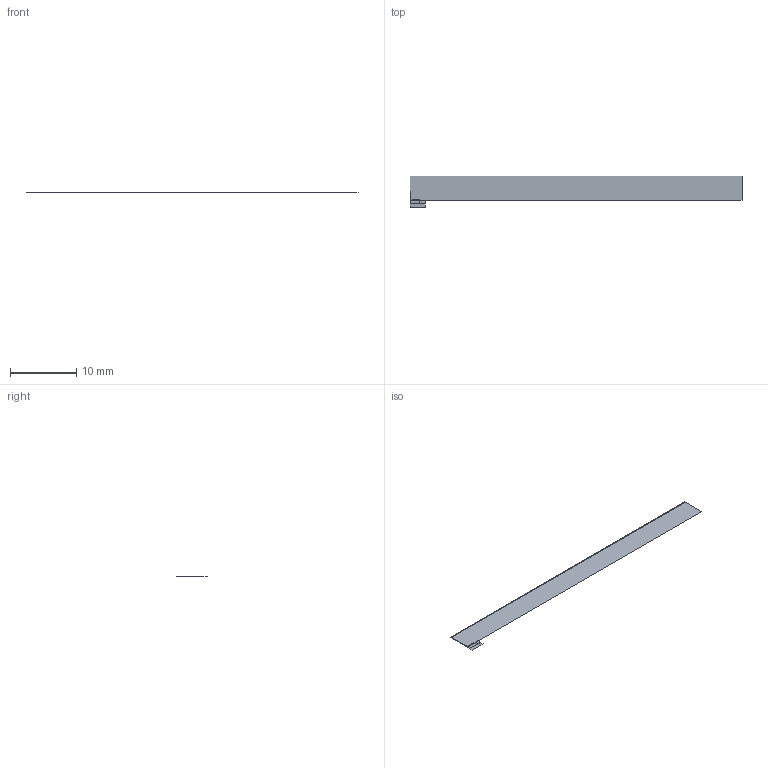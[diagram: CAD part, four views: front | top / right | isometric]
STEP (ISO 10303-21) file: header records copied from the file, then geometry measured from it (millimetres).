
FILE_DESCRIPTION(('FreeCAD Model'),'2;1');
FILE_NAME('S1DINENISO10211_1.step', '2015-12-14T23:06:53',('Author'),(''), 'Open CASCADE STEP processor 6.8','FreeCAD','Unknown');
FILE_SCHEMA(('AUTOMOTIVE_DESIGN_CC2 { 1 2 10303 214 -1 1 5 4 }'));
Length unit declared in the file: millimetre
Products named in the file (2): ASSEMBLY; cp0Pi0
Assembly tree (1 placements, depth 2):
  ASSEMBLY
    cp0Pi0
Bounding box: 50 x 4.75 x 0 mm (x, y, z)
Surface area: 185 mm2 (no closed solid volume)
Topology: 0 solids, 5 shells, 5 faces, 26 edges, 26 vertices
Faces by surface type: plane 5
Entity records: 511 total; most frequent: CARTESIAN_POINT 85, DIRECTION 66, LINE 52, VECTOR 52, ORIENTED_EDGE 26, EDGE_CURVE 26, VERTEX_POINT 26, SURFACE_CURVE 26
